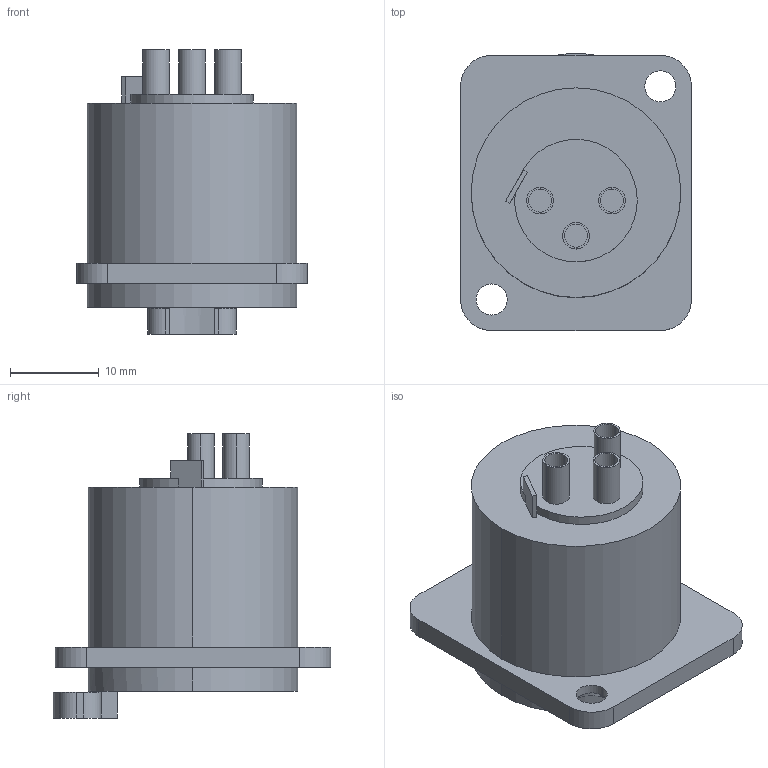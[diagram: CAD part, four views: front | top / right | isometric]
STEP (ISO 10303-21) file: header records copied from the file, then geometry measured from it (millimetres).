
FILE_DESCRIPTION((''),'2;1');
FILE_NAME('D-NC3FD-LX','2009-04-29T',('odo'),(''),'PRO/ENGINEER BY PARAMETRIC TECHNOLOGY CORPORATION, 2007460','PRO/ENGINEER BY PARAMETRIC TECHNOLOGY CORPORATION, 2007460','');
FILE_SCHEMA(('CONFIG_CONTROL_DESIGN'));
Length unit declared in the file: millimetre
Products named in the file (1): D-NC3FD-LX
Bounding box: 26 x 31.22 x 32 mm (x, y, z)
Volume: 9674.7 mm3; surface area: 5657.7 mm2
Topology: 1 solids, 1 shells, 77 faces, 182 edges, 120 vertices
Faces by surface type: cylinder 40, plane 33, cone 4
Entity records: 2298 total; most frequent: DIRECTION 424, CARTESIAN_POINT 379, ORIENTED_EDGE 364, EDGE_CURVE 182, AXIS2_PLACEMENT_3D 165, VERTEX_POINT 120, VECTOR 94, LINE 94
